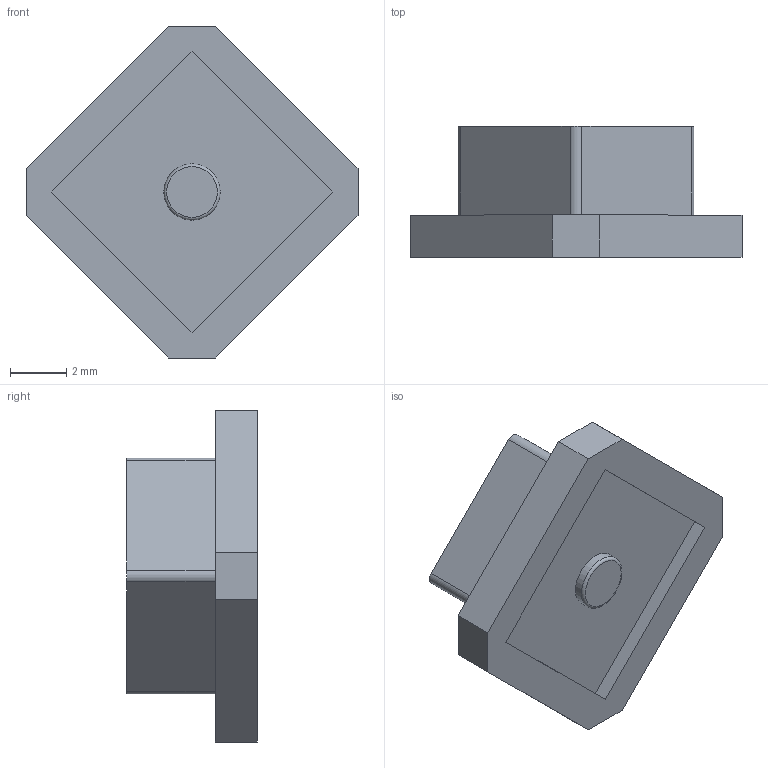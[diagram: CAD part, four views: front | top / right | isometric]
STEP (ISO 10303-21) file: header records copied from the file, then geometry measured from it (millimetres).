
FILE_DESCRIPTION(/* description */ (''),/* implementation_level */ '2;1');
FILE_NAME(/* name */ 'FN button.step',/* time_stamp */ '2020-02-26T23:58:23-05:00',/* author */ (''),/* organization */ (''),/* preprocessor_version */ 'ST-DEVELOPER v18',/* originating_system */ 'Autodesk Translation Framework v8.12.0.6',/* authorisation */ '');
FILE_SCHEMA (('AUTOMOTIVE_DESIGN { 1 0 10303 214 3 1 1 }'));
Length unit declared in the file: millimetre
Products named in the file (2): Matrix Release V1; FN
Assembly tree (1 placements, depth 2):
  Matrix Release V1
    FN
Bounding box: 11.8 x 4.65 x 11.8 mm (x, y, z)
Volume: 225.6 mm3; surface area: 321.1 mm2
Topology: 1 solids, 1 shells, 27 faces, 67 edges, 45 vertices
Faces by surface type: plane 21, cylinder 5, torus 1
Full cylindrical faces by diameter (mm): 2 x1
Entity records: 893 total; most frequent: DIRECTION 143, CARTESIAN_POINT 143, ORIENTED_EDGE 134, EDGE_CURVE 67, LINE 53, VECTOR 53, VERTEX_POINT 45, AXIS2_PLACEMENT_3D 45
